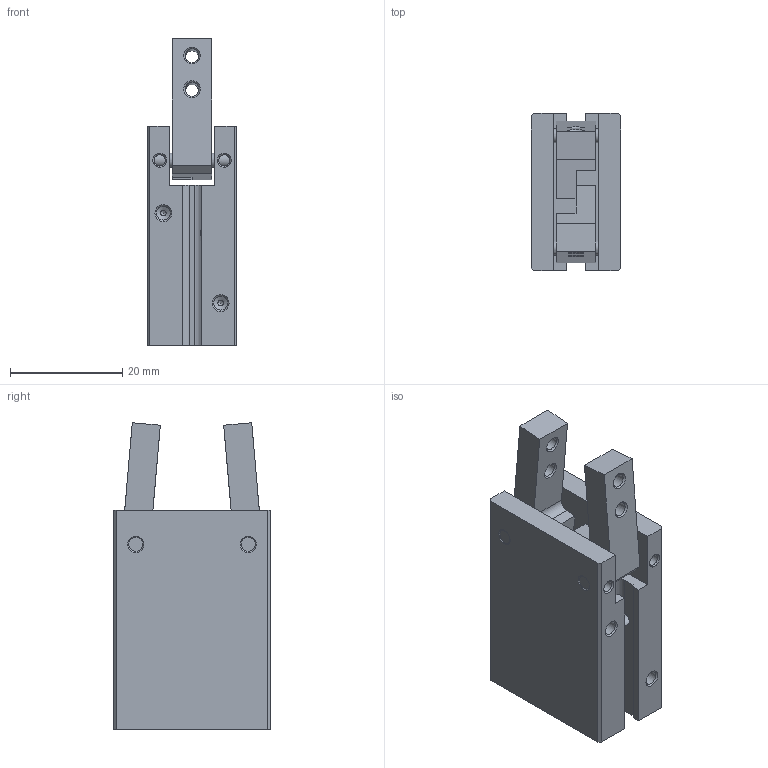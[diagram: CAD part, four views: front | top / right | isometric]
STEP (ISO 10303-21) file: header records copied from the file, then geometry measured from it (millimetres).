
FILE_DESCRIPTION( ( 'STEP AP203' ), ' ' );
FILE_NAME( 'MCHA-12_(-10).stp', '2016-02-18T09:12:04', ( '' ), ( '' ), ' ', 'PARTsolutions', ' ' );
FILE_SCHEMA( ( 'CONFIG_CONTROL_DESIGN' ) );
Length unit declared in the file: millimetre
Products named in the file (3): MCHA-12_(-10); _MCHA-12--_(b); _MCHA-12--_(g)
Assembly tree (3 placements, depth 2):
  MCHA-12_(-10)
    _MCHA-12--_(b)
    _MCHA-12--_(g)  x2
Bounding box: 16 x 28 x 54.54 mm (x, y, z)
Volume: 15031.1 mm3; surface area: 7912.7 mm2
Topology: 3 solids, 7 shells, 146 faces, 359 edges, 230 vertices
Faces by surface type: plane 63, cylinder 47, cone 36
Full cylindrical faces by diameter (mm): 1 x2, 2.013 x8, 2.459 x12, 2.5 x8, 14 x1
Entity records: 3614 total; most frequent: CARTESIAN_POINT 899, DIRECTION 542, ORIENTED_EDGE 436, EDGE_CURVE 218, AXIS2_PLACEMENT_3D 207, EDGE_LOOP 200, VERTEX_POINT 180, FACE_OUTER_BOUND 151
